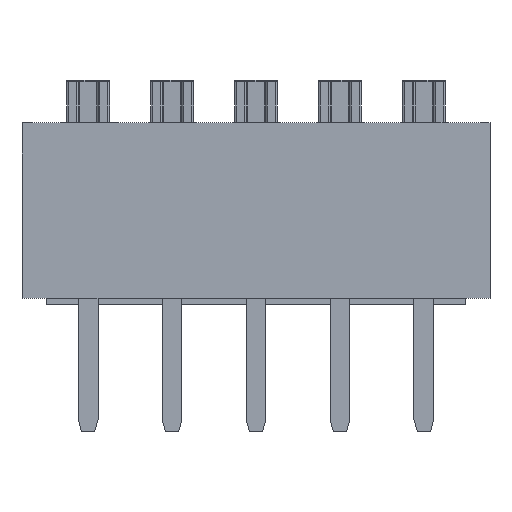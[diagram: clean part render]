
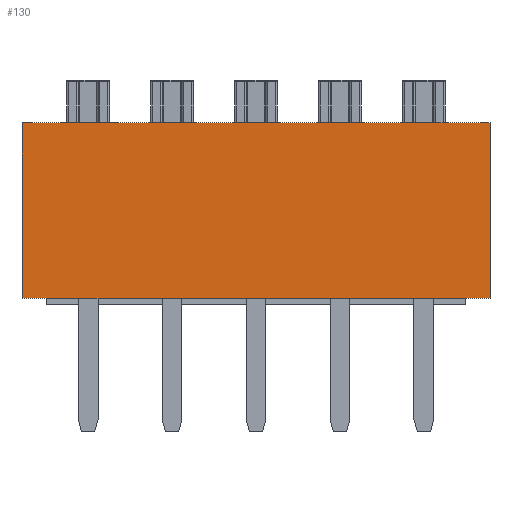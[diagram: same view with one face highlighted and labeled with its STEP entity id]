
A CAD part, front view. The second image highlights one B-rep face of the part: STEP entity #130.
In plain terms, the highlighted planar face has unit normal (0, -1, 0).
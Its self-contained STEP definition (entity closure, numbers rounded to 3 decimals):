
#130=ADVANCED_FACE('',(#6822),#6824,.T.);
#6822=FACE_BOUND('',#6823,.T.);
#6823=EDGE_LOOP('',(#12454,#12455,#12456,#12457));
#6824=PLANE('',#6825);
#6825=AXIS2_PLACEMENT_3D('',#6826,#6827,#6828);
#6826=CARTESIAN_POINT('',(1.27,-1.14,0.2));
#6827=DIRECTION('',(0.,-1.,0.));
#6828=DIRECTION('',(0.,0.,1.));
#12454=ORIENTED_EDGE('',*,*,#16356,.F.);
#12455=ORIENTED_EDGE('',*,*,#16405,.T.);
#12456=ORIENTED_EDGE('',*,*,#15935,.T.);
#12457=ORIENTED_EDGE('',*,*,#15932,.F.);
#15932=EDGE_CURVE('',#17921,#17923,#17924,.T.);
#15935=EDGE_CURVE('',#17928,#17923,#17929,.T.);
#16356=EDGE_CURVE('',#18762,#17921,#18764,.T.);
#16405=EDGE_CURVE('',#18762,#17928,#18861,.T.);
#17921=VERTEX_POINT('',#21191);
#17923=VERTEX_POINT('',#21195);
#17924=LINE('',#21196,#21197);
#17928=VERTEX_POINT('',#21206);
#17929=LINE('',#21207,#21208);
#18762=VERTEX_POINT('',#22989);
#18764=LINE('',#22993,#22994);
#18861=LINE('',#23188,#23189);
#21191=CARTESIAN_POINT('',(-2.,-1.14,0.2));
#21195=CARTESIAN_POINT('',(-2.,-1.14,5.5));
#21196=CARTESIAN_POINT('',(-2.,-1.14,0.2));
#21197=VECTOR('',#21198,1.);
#21198=DIRECTION('',(0.,0.,1.));
#21206=CARTESIAN_POINT('',(12.16,-1.14,5.5));
#21207=CARTESIAN_POINT('',(12.16,-1.14,5.5));
#21208=VECTOR('',#21209,1.);
#21209=DIRECTION('',(-1.,0.,0.));
#22989=CARTESIAN_POINT('',(12.16,-1.14,0.2));
#22993=CARTESIAN_POINT('',(12.16,-1.14,0.2));
#22994=VECTOR('',#22995,1.);
#22995=DIRECTION('',(-1.,0.,0.));
#23188=CARTESIAN_POINT('',(12.16,-1.14,0.2));
#23189=VECTOR('',#23190,1.);
#23190=DIRECTION('',(0.,0.,1.));
